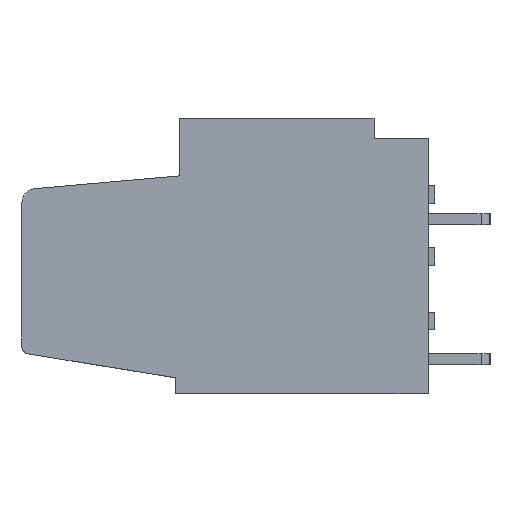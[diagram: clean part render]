
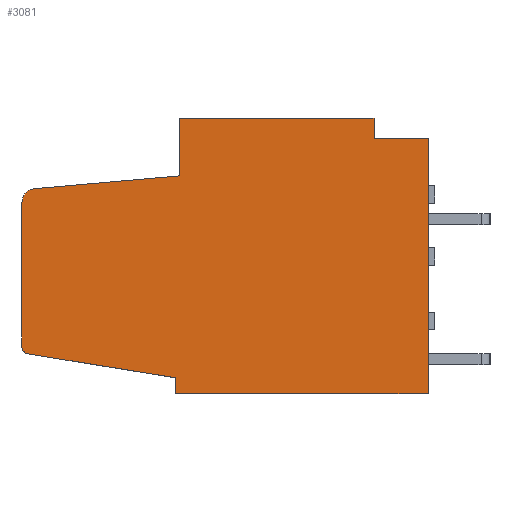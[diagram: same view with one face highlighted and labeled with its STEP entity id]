
A CAD part, left-side view. The second image highlights one B-rep face of the part: STEP entity #3081.
In plain terms, the highlighted planar face has unit normal (-1, 0, 0).
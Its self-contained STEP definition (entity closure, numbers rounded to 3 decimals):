
#145 = VECTOR ( 'NONE', #1564, 1000. ) ;
#195 = VERTEX_POINT ( 'NONE', #10972 ) ;
#219 = ORIENTED_EDGE ( 'NONE', *, *, #8193, .T. ) ;
#238 = EDGE_CURVE ( 'NONE', #9041, #6888, #12529, .T. ) ;
#391 = LINE ( 'NONE', #6324, #8710 ) ;
#439 = EDGE_CURVE ( 'NONE', #6999, #10441, #4017, .T. ) ;
#848 = CARTESIAN_POINT ( 'NONE',  ( -71.13, 58.042, -26.283 ) ) ;
#1131 = CARTESIAN_POINT ( 'NONE',  ( -71.13, 57.542, -15.775 ) ) ;
#1224 = CARTESIAN_POINT ( 'NONE',  ( -71.13, 29.042, -11.142 ) ) ;
#1456 = LINE ( 'NONE', #12168, #7344 ) ;
#1564 = DIRECTION ( 'NONE',  ( 0., 0.996, -0.088 ) ) ;
#1605 = VECTOR ( 'NONE', #3433, 1000. ) ;
#2065 = VECTOR ( 'NONE', #7529, 1000. ) ;
#2094 = LINE ( 'NONE', #12197, #145 ) ;
#2311 = ORIENTED_EDGE ( 'NONE', *, *, #7617, .T. ) ;
#2526 = VECTOR ( 'NONE', #9508, 1000. ) ;
#2622 = CARTESIAN_POINT ( 'NONE',  ( -71.13, 47.386, -29.669 ) ) ;
#3081 = ADVANCED_FACE ( 'NONE', ( #12134 ), #11671, .T. ) ;
#3140 = DIRECTION ( 'NONE',  ( -1., 0., 0. ) ) ;
#3355 = ORIENTED_EDGE ( 'NONE', *, *, #6586, .T. ) ;
#3433 = DIRECTION ( 'NONE',  ( 0., -1., 0. ) ) ;
#3676 = CARTESIAN_POINT ( 'NONE',  ( -71.13, 47.386, -28.515 ) ) ;
#3774 = AXIS2_PLACEMENT_3D ( 'NONE', #1131, #11881, #9955 ) ;
#4017 = CIRCLE ( 'NONE', #7475, 0.5 ) ;
#4047 = VERTEX_POINT ( 'NONE', #8751 ) ;
#4050 = VERTEX_POINT ( 'NONE', #7663 ) ;
#4224 = VERTEX_POINT ( 'NONE', #7978 ) ;
#4341 = EDGE_LOOP ( 'NONE', ( #11746, #219, #10038, #5228, #11308, #3355, #10078, #11126, #4786, #4388, #2311, #6641 ) ) ;
#4388 = ORIENTED_EDGE ( 'NONE', *, *, #11738, .T. ) ;
#4786 = ORIENTED_EDGE ( 'NONE', *, *, #9625, .T. ) ;
#4828 = VECTOR ( 'NONE', #6336, 1000. ) ;
#4967 = VERTEX_POINT ( 'NONE', #6382 ) ;
#5211 = DIRECTION ( 'NONE',  ( 0., 1., 0. ) ) ;
#5228 = ORIENTED_EDGE ( 'NONE', *, *, #12337, .T. ) ;
#5668 = CARTESIAN_POINT ( 'NONE',  ( -71.13, 58.122, -26.777 ) ) ;
#5833 = CARTESIAN_POINT ( 'NONE',  ( -71.13, 57.542, -15.775 ) ) ;
#5866 = VECTOR ( 'NONE', #10510, 1000. ) ;
#5902 = AXIS2_PLACEMENT_3D ( 'NONE', #5833, #3140, #7901 ) ;
#5922 = VECTOR ( 'NONE', #5211, 1000. ) ;
#5958 = VERTEX_POINT ( 'NONE', #10136 ) ;
#6190 = LINE ( 'NONE', #7340, #6331 ) ;
#6324 = CARTESIAN_POINT ( 'NONE',  ( -71.13, 29.042, -29.669 ) ) ;
#6331 = VECTOR ( 'NONE', #9321, 1000. ) ;
#6336 = DIRECTION ( 'NONE',  ( 0., 0., -1. ) ) ;
#6382 = CARTESIAN_POINT ( 'NONE',  ( -71.13, 47.386, -28.515 ) ) ;
#6545 = CARTESIAN_POINT ( 'NONE',  ( -71.13, 32.969, -9.669 ) ) ;
#6586 = EDGE_CURVE ( 'NONE', #10441, #4967, #6190, .T. ) ;
#6641 = ORIENTED_EDGE ( 'NONE', *, *, #9158, .T. ) ;
#6793 = DIRECTION ( 'NONE',  ( 0., 0., 1. ) ) ;
#6888 = VERTEX_POINT ( 'NONE', #9712 ) ;
#6999 = VERTEX_POINT ( 'NONE', #11932 ) ;
#7267 = EDGE_CURVE ( 'NONE', #4224, #5958, #8429, .T. ) ;
#7340 = CARTESIAN_POINT ( 'NONE',  ( -71.13, 58.122, -26.777 ) ) ;
#7344 = VECTOR ( 'NONE', #10158, 1000. ) ;
#7389 = CARTESIAN_POINT ( 'NONE',  ( -71.13, 58.542, -15.775 ) ) ;
#7400 = LINE ( 'NONE', #7389, #4828 ) ;
#7475 = AXIS2_PLACEMENT_3D ( 'NONE', #848, #11594, #6793 ) ;
#7529 = DIRECTION ( 'NONE',  ( 0., 0., -1. ) ) ;
#7617 = EDGE_CURVE ( 'NONE', #4047, #4050, #1456, .T. ) ;
#7663 = CARTESIAN_POINT ( 'NONE',  ( -71.13, 32.969, -9.669 ) ) ;
#7802 = EDGE_CURVE ( 'NONE', #4967, #9041, #8563, .T. ) ;
#7901 = DIRECTION ( 'NONE',  ( 0., 0., 1. ) ) ;
#7978 = CARTESIAN_POINT ( 'NONE',  ( -71.13, 47.087, -9.669 ) ) ;
#8032 = EDGE_CURVE ( 'NONE', #9528, #195, #11505, .T. ) ;
#8193 = EDGE_CURVE ( 'NONE', #5958, #9528, #2094, .T. ) ;
#8310 = DIRECTION ( 'NONE',  ( 0., 0., 1. ) ) ;
#8429 = LINE ( 'NONE', #11575, #5866 ) ;
#8563 = LINE ( 'NONE', #3676, #2065 ) ;
#8710 = VECTOR ( 'NONE', #8310, 1000. ) ;
#8751 = CARTESIAN_POINT ( 'NONE',  ( -71.13, 32.969, -11.142 ) ) ;
#8943 = CARTESIAN_POINT ( 'NONE',  ( -71.13, 29.042, -11.142 ) ) ;
#9041 = VERTEX_POINT ( 'NONE', #2622 ) ;
#9158 = EDGE_CURVE ( 'NONE', #4050, #4224, #9935, .T. ) ;
#9321 = DIRECTION ( 'NONE',  ( 0., -0.987, -0.16 ) ) ;
#9508 = DIRECTION ( 'NONE',  ( 0., 1., 0. ) ) ;
#9528 = VERTEX_POINT ( 'NONE', #9891 ) ;
#9625 = EDGE_CURVE ( 'NONE', #6888, #10090, #391, .T. ) ;
#9712 = CARTESIAN_POINT ( 'NONE',  ( -71.13, 29.042, -29.669 ) ) ;
#9891 = CARTESIAN_POINT ( 'NONE',  ( -71.13, 57.63, -14.779 ) ) ;
#9935 = LINE ( 'NONE', #6545, #2526 ) ;
#9955 = DIRECTION ( 'NONE',  ( 0., 0., 1. ) ) ;
#10038 = ORIENTED_EDGE ( 'NONE', *, *, #8032, .T. ) ;
#10078 = ORIENTED_EDGE ( 'NONE', *, *, #7802, .T. ) ;
#10090 = VERTEX_POINT ( 'NONE', #1224 ) ;
#10136 = CARTESIAN_POINT ( 'NONE',  ( -71.13, 47.087, -13.848 ) ) ;
#10158 = DIRECTION ( 'NONE',  ( 0., 0., 1. ) ) ;
#10233 = CARTESIAN_POINT ( 'NONE',  ( -71.13, 47.386, -29.669 ) ) ;
#10441 = VERTEX_POINT ( 'NONE', #5668 ) ;
#10510 = DIRECTION ( 'NONE',  ( 0., 0., -1. ) ) ;
#10924 = LINE ( 'NONE', #8943, #5922 ) ;
#10972 = CARTESIAN_POINT ( 'NONE',  ( -71.13, 58.542, -15.775 ) ) ;
#11126 = ORIENTED_EDGE ( 'NONE', *, *, #238, .T. ) ;
#11308 = ORIENTED_EDGE ( 'NONE', *, *, #439, .T. ) ;
#11505 = CIRCLE ( 'NONE', #5902, 1. ) ;
#11575 = CARTESIAN_POINT ( 'NONE',  ( -71.13, 47.087, -9.669 ) ) ;
#11594 = DIRECTION ( 'NONE',  ( -1., 0., 0. ) ) ;
#11671 = PLANE ( 'NONE',  #3774 ) ;
#11738 = EDGE_CURVE ( 'NONE', #10090, #4047, #10924, .T. ) ;
#11746 = ORIENTED_EDGE ( 'NONE', *, *, #7267, .T. ) ;
#11881 = DIRECTION ( 'NONE',  ( -1., 0., 0. ) ) ;
#11932 = CARTESIAN_POINT ( 'NONE',  ( -71.13, 58.542, -26.283 ) ) ;
#12134 = FACE_OUTER_BOUND ( 'NONE', #4341, .T. ) ;
#12168 = CARTESIAN_POINT ( 'NONE',  ( -71.13, 32.969, -11.142 ) ) ;
#12197 = CARTESIAN_POINT ( 'NONE',  ( -71.13, 47.087, -13.848 ) ) ;
#12337 = EDGE_CURVE ( 'NONE', #195, #6999, #7400, .T. ) ;
#12529 = LINE ( 'NONE', #10233, #1605 ) ;
